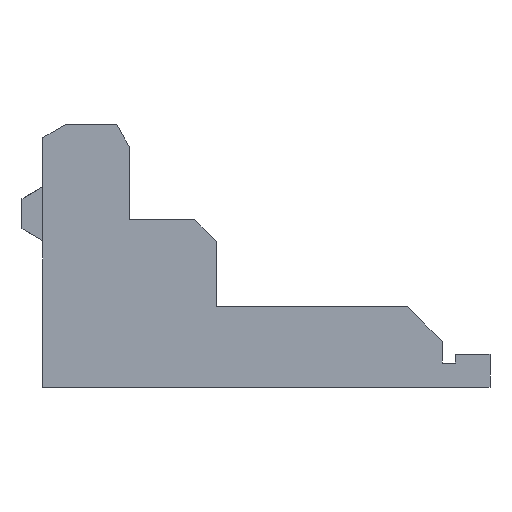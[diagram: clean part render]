
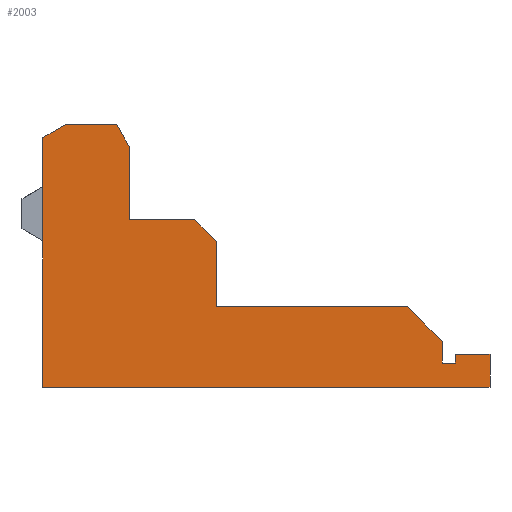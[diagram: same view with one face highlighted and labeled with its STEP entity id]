
A CAD part, front view. The second image highlights one B-rep face of the part: STEP entity #2003.
In plain terms, the highlighted planar face has unit normal (0, -1, 0).
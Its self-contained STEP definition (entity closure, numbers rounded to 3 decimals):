
#69=FACE_OUTER_BOUND('',#183,.T.);
#183=EDGE_LOOP('',(#1465,#1466,#1467,#1468,#1469,#1470,#1471,#1472,#1473,
#1474,#1475,#1476,#1477,#1478,#1479,#1480));
#267=LINE('',#2754,#540);
#286=LINE('',#2798,#559);
#311=LINE('',#2849,#584);
#344=LINE('',#2944,#617);
#353=LINE('',#2962,#626);
#388=LINE('',#3029,#661);
#389=LINE('',#3031,#662);
#390=LINE('',#3032,#663);
#391=LINE('',#3034,#664);
#392=LINE('',#3036,#665);
#393=LINE('',#3037,#666);
#394=LINE('',#3039,#667);
#395=LINE('',#3041,#668);
#396=LINE('',#3043,#669);
#397=LINE('',#3044,#670);
#398=LINE('',#3045,#671);
#540=VECTOR('',#2229,1000.);
#559=VECTOR('',#2258,10.);
#584=VECTOR('',#2293,1000.);
#617=VECTOR('',#2378,1000.);
#626=VECTOR('',#2389,1000.);
#661=VECTOR('',#2432,1000.);
#662=VECTOR('',#2433,1000.);
#663=VECTOR('',#2434,1000.);
#664=VECTOR('',#2435,1000.);
#665=VECTOR('',#2436,1000.);
#666=VECTOR('',#2437,1000.);
#667=VECTOR('',#2438,1000.);
#668=VECTOR('',#2439,10.);
#669=VECTOR('',#2440,10.);
#670=VECTOR('',#2441,10.);
#671=VECTOR('',#2442,1000.);
#813=VERTEX_POINT('',#2752);
#814=VERTEX_POINT('',#2753);
#833=VERTEX_POINT('',#2795);
#834=VERTEX_POINT('',#2797);
#855=VERTEX_POINT('',#2847);
#890=VERTEX_POINT('',#2941);
#891=VERTEX_POINT('',#2943);
#898=VERTEX_POINT('',#2959);
#899=VERTEX_POINT('',#2961);
#927=VERTEX_POINT('',#3028);
#928=VERTEX_POINT('',#3030);
#929=VERTEX_POINT('',#3033);
#930=VERTEX_POINT('',#3035);
#931=VERTEX_POINT('',#3038);
#932=VERTEX_POINT('',#3040);
#933=VERTEX_POINT('',#3042);
#1003=EDGE_CURVE('',#813,#814,#267,.T.);
#1024=EDGE_CURVE('',#834,#833,#286,.T.);
#1049=EDGE_CURVE('',#833,#855,#311,.T.);
#1096=EDGE_CURVE('',#891,#890,#344,.T.);
#1105=EDGE_CURVE('',#899,#898,#353,.T.);
#1141=EDGE_CURVE('',#855,#927,#388,.T.);
#1142=EDGE_CURVE('',#928,#927,#389,.F.);
#1143=EDGE_CURVE('',#928,#899,#390,.T.);
#1144=EDGE_CURVE('',#898,#929,#391,.T.);
#1145=EDGE_CURVE('',#930,#929,#392,.T.);
#1146=EDGE_CURVE('',#930,#813,#393,.T.);
#1147=EDGE_CURVE('',#814,#931,#394,.T.);
#1148=EDGE_CURVE('',#932,#931,#395,.F.);
#1149=EDGE_CURVE('',#933,#932,#396,.T.);
#1150=EDGE_CURVE('',#891,#933,#397,.T.);
#1151=EDGE_CURVE('',#890,#834,#398,.T.);
#1465=ORIENTED_EDGE('',*,*,#1024,.T.);
#1466=ORIENTED_EDGE('',*,*,#1049,.T.);
#1467=ORIENTED_EDGE('',*,*,#1141,.T.);
#1468=ORIENTED_EDGE('',*,*,#1142,.F.);
#1469=ORIENTED_EDGE('',*,*,#1143,.T.);
#1470=ORIENTED_EDGE('',*,*,#1105,.T.);
#1471=ORIENTED_EDGE('',*,*,#1144,.T.);
#1472=ORIENTED_EDGE('',*,*,#1145,.F.);
#1473=ORIENTED_EDGE('',*,*,#1146,.T.);
#1474=ORIENTED_EDGE('',*,*,#1003,.T.);
#1475=ORIENTED_EDGE('',*,*,#1147,.T.);
#1476=ORIENTED_EDGE('',*,*,#1148,.F.);
#1477=ORIENTED_EDGE('',*,*,#1149,.F.);
#1478=ORIENTED_EDGE('',*,*,#1150,.F.);
#1479=ORIENTED_EDGE('',*,*,#1096,.T.);
#1480=ORIENTED_EDGE('',*,*,#1151,.T.);
#1897=PLANE('',#2141);
#2003=ADVANCED_FACE('',(#69),#1897,.T.);
#2141=AXIS2_PLACEMENT_3D('',#3027,#2430,#2431);
#2229=DIRECTION('',(0.,0.,-1.));
#2258=DIRECTION('',(-0.707,0.,0.707));
#2293=DIRECTION('',(-1.,0.,0.));
#2378=DIRECTION('',(-1.,0.,0.));
#2389=DIRECTION('',(0.,0.,1.));
#2430=DIRECTION('center_axis',(0.,-1.,0.));
#2431=DIRECTION('ref_axis',(1.,0.,0.));
#2432=DIRECTION('',(0.,0.,1.));
#2433=DIRECTION('',(-0.707,0.,0.707));
#2434=DIRECTION('',(-1.,0.,0.));
#2435=DIRECTION('',(-0.5,0.,0.866));
#2436=DIRECTION('',(1.,0.,0.));
#2437=DIRECTION('',(-0.866,0.,-0.5));
#2438=DIRECTION('',(1.,0.,0.));
#2439=DIRECTION('',(0.,0.,1.));
#2440=DIRECTION('',(1.,0.,0.));
#2441=DIRECTION('',(0.,0.,1.));
#2442=DIRECTION('',(0.,0.,1.));
#2752=CARTESIAN_POINT('',(10.,-44.175,4.38));
#2753=CARTESIAN_POINT('',(10.,-44.175,-10.));
#2754=CARTESIAN_POINT('',(10.,-44.175,-6.215));
#2795=CARTESIAN_POINT('',(31.,-44.175,-5.35));
#2797=CARTESIAN_POINT('',(33.,-44.175,-7.35));
#2798=CARTESIAN_POINT('',(30.031,-44.175,-4.381));
#2847=CARTESIAN_POINT('',(20.,-44.175,-5.35));
#2849=CARTESIAN_POINT('',(26.5,-44.175,-5.35));
#2941=CARTESIAN_POINT('',(33.,-44.175,-8.6));
#2943=CARTESIAN_POINT('',(33.75,-44.175,-8.6));
#2944=CARTESIAN_POINT('',(25.125,-44.175,-8.6));
#2959=CARTESIAN_POINT('',(15.,-44.175,3.831));
#2961=CARTESIAN_POINT('',(15.,-44.175,-0.35));
#2962=CARTESIAN_POINT('',(15.,-44.175,-1.735));
#3027=CARTESIAN_POINT('Origin',(24.,-44.175,-4.475));
#3028=CARTESIAN_POINT('',(20.,-44.175,-1.6));
#3029=CARTESIAN_POINT('',(20.,-44.175,-2.85));
#3030=CARTESIAN_POINT('',(18.75,-44.175,-0.35));
#3031=CARTESIAN_POINT('',(18.75,-44.175,-0.35));
#3032=CARTESIAN_POINT('',(17.5,-44.175,-0.35));
#3033=CARTESIAN_POINT('',(14.25,-44.175,5.13));
#3034=CARTESIAN_POINT('',(20.847,-44.175,-6.296));
#3035=CARTESIAN_POINT('',(11.299,-44.175,5.13));
#3036=CARTESIAN_POINT('',(-217.971,-44.175,5.13));
#3037=CARTESIAN_POINT('',(16.666,-44.175,8.228));
#3038=CARTESIAN_POINT('',(35.75,-44.175,-10.));
#3039=CARTESIAN_POINT('',(-217.971,-44.175,-10.));
#3040=CARTESIAN_POINT('',(35.75,-44.175,-8.1));
#3041=CARTESIAN_POINT('',(35.75,-44.175,-6.838));
#3042=CARTESIAN_POINT('',(33.75,-44.175,-8.1));
#3043=CARTESIAN_POINT('',(30.125,-44.175,-8.1));
#3044=CARTESIAN_POINT('',(33.75,-44.175,-6.488));
#3045=CARTESIAN_POINT('',(33.,-44.175,-6.975));
